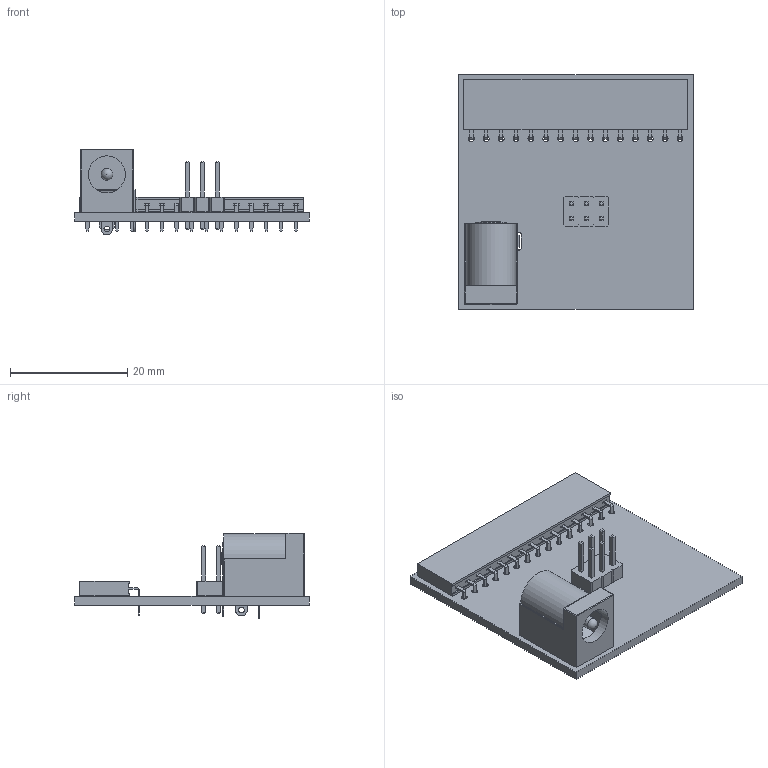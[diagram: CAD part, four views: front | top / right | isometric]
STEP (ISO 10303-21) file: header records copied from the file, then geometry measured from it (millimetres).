
FILE_DESCRIPTION(('KiCad electronic assembly'),'2;1');
FILE_NAME('shield_comm_v0p4.step','2025-08-01T17:40:53',('Pcbnew'),( 'Kicad'),'Open CASCADE STEP processor 7.9','KiCad to STEP converter' ,'Unknown');
FILE_SCHEMA(('AUTOMOTIVE_DESIGN { 1 0 10303 214 1 1 1 1 }'));
Length unit declared in the file: millimetre
Products named in the file (5): shield_comm_v0p4 1; BarrelJack_Horizontal; PinHeader_2x03_P2.54mm_Vertical; PinSocket_1x15_P2.54mm_Horizontal; shield_comm_v0p4_PCB
Assembly tree (4 placements, depth 2):
  shield_comm_v0p4 1
    BarrelJack_Horizontal
    PinHeader_2x03_P2.54mm_Vertical
    PinSocket_1x15_P2.54mm_Horizontal
    shield_comm_v0p4_PCB
Bounding box: 40 x 40 x 14.6 mm (x, y, z)
Volume: 3983.4 mm3; surface area: 6618.8 mm2
Topology: 8 solids, 8 shells, 704 faces, 1803 edges, 1155 vertices
Faces by surface type: plane 616, cylinder 81, sphere 5, extrusion 2
Full cylindrical faces by diameter (mm): 1 x23, 1.5 x2, 2 x2, 6.3 x1
Entity records: 27722 total; most frequent: CARTESIAN_POINT 3681, ORIENTED_EDGE 3596, DIRECTION 3372, EDGE_CURVE 1798, VECTOR 1632, LINE 1630, VERTEX_POINT 1155, AXIS2_PLACEMENT_3D 870
